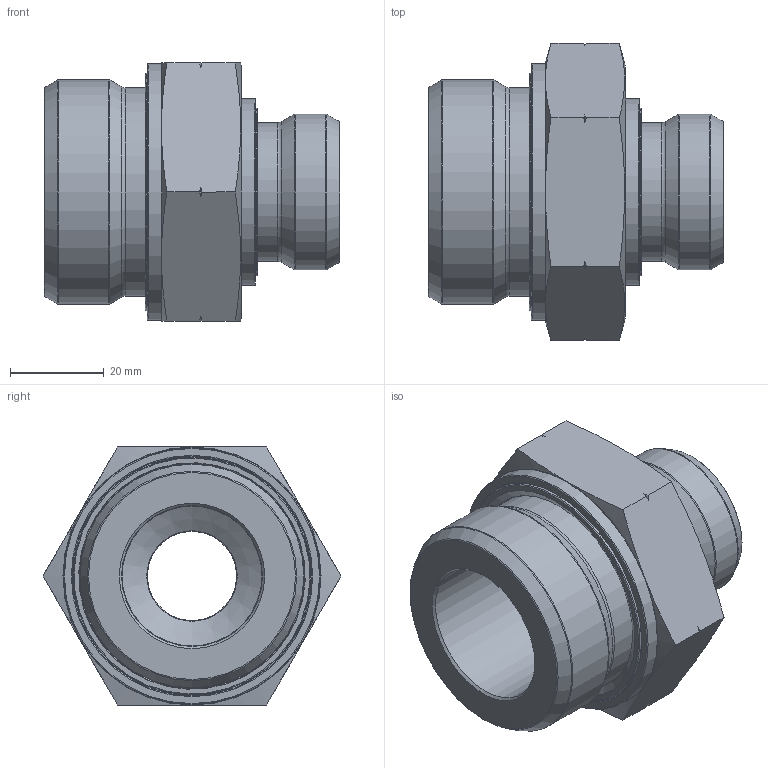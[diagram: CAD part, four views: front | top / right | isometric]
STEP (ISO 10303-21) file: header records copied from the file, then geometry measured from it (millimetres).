
FILE_DESCRIPTION(/* description */ (''),/* implementation_level */ '2;1');
FILE_NAME(/* name */ 'DU38-25.stp',/* time_stamp */ '2025-01-08T12:25:38+01:00',/* author */ (''),/* organization */ (''),/* preprocessor_version */ 'ST-DEVELOPER v16',/* originating_system */ 'SIEMENS PLM Software NX 10.0',/* authorisation */ '');
FILE_SCHEMA (('CONFIG_CONTROL_DESIGN'));
Length unit declared in the file: millimetre
Products named in the file (3): X-UR-38; X-UR-25; X-DU112-1
Assembly tree (2 placements, depth 2):
  X-DU112-1
    X-UR-25
    X-UR-38
Bounding box: 63 x 63.51 x 55 mm (x, y, z)
Volume: 75089.6 mm3; surface area: 21584.9 mm2
Topology: 3 solids, 3 shells, 82 faces, 185 edges, 115 vertices
Faces by surface type: cone 28, torus 22, plane 18, cylinder 14
Full cylindrical faces by diameter (mm): 19 x1, 29.5 x1, 29.7 x1, 30 x1, 33.24 x1, 35.7 x1, 36.045 x1, 39.8 x1, 44.4 x1, 44.7 x1, 47.8 x1, 50.7 x1, 51.045 x1, 54.8 x1
Entity records: 2272 total; most frequent: CARTESIAN_POINT 441, DIRECTION 320, ORIENTED_EDGE 246, AXIS2_PLACEMENT_3D 154, EDGE_LOOP 140, EDGE_CURVE 123, FACE_BOUND 116, VERTEX_POINT 99
